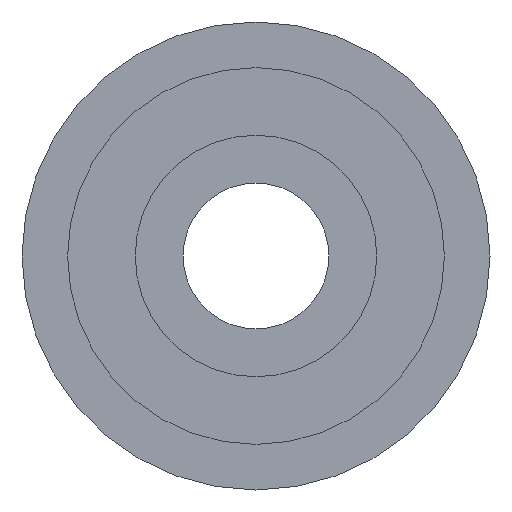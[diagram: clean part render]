
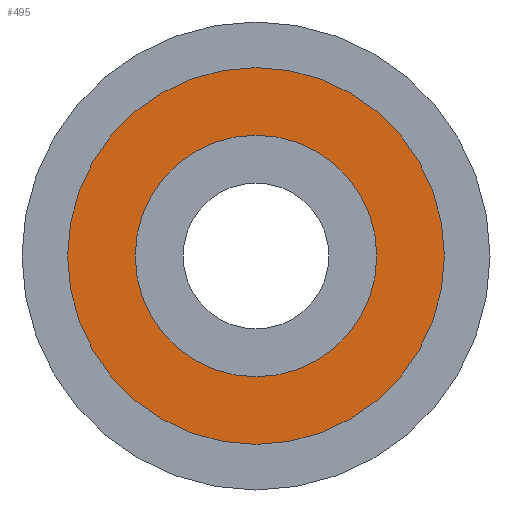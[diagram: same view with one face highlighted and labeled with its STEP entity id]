
A CAD part, left-side view. The second image highlights one B-rep face of the part: STEP entity #495.
In plain terms, the highlighted planar face has unit normal (-1, 0, 0).
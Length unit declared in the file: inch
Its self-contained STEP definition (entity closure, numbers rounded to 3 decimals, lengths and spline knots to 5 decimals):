
#9 = EDGE_CURVE ( 'NONE', #72, #263, #647, .T. ) ;
#34 = EDGE_CURVE ( 'NONE', #263, #72, #461, .T. ) ;
#61 = VERTEX_POINT ( 'NONE', #100 ) ;
#72 = VERTEX_POINT ( 'NONE', #639 ) ;
#74 = PLANE ( 'NONE',  #295 ) ;
#79 = FACE_OUTER_BOUND ( 'NONE', #135, .T. ) ;
#98 = AXIS2_PLACEMENT_3D ( 'NONE', #573, #584, #781 ) ;
#100 = CARTESIAN_POINT ( 'NONE',  ( 0.015, 0., -0.25 ) ) ;
#119 = DIRECTION ( 'NONE',  ( 0., 0., -1. ) ) ;
#124 = ORIENTED_EDGE ( 'NONE', *, *, #9, .T. ) ;
#135 = EDGE_LOOP ( 'NONE', ( #142, #124 ) ) ;
#142 = ORIENTED_EDGE ( 'NONE', *, *, #34, .T. ) ;
#165 = CIRCLE ( 'NONE', #454, 0.25 ) ;
#203 = EDGE_LOOP ( 'NONE', ( #529, #537 ) ) ;
#243 = DIRECTION ( 'NONE',  ( 0., 0., 1. ) ) ;
#246 = VERTEX_POINT ( 'NONE', #519 ) ;
#263 = VERTEX_POINT ( 'NONE', #709 ) ;
#295 = AXIS2_PLACEMENT_3D ( 'NONE', #364, #496, #119 ) ;
#312 = DIRECTION ( 'NONE',  ( -1., 0., 0. ) ) ;
#341 = DIRECTION ( 'NONE',  ( 0., 0., 1. ) ) ;
#356 = CARTESIAN_POINT ( 'NONE',  ( 0.015, 0., 0. ) ) ;
#364 = CARTESIAN_POINT ( 'NONE',  ( 0.015, 0.39, 0. ) ) ;
#420 = EDGE_CURVE ( 'NONE', #61, #246, #666, .T. ) ;
#454 = AXIS2_PLACEMENT_3D ( 'NONE', #558, #312, #751 ) ;
#461 = CIRCLE ( 'NONE', #544, 0.39 ) ;
#482 = FACE_BOUND ( 'NONE', #203, .T. ) ;
#495 = ADVANCED_FACE ( 'NONE', ( #482, #79 ), #74, .F. ) ;
#496 = DIRECTION ( 'NONE',  ( 1., 0., 0. ) ) ;
#519 = CARTESIAN_POINT ( 'NONE',  ( 0.015, 0., 0.25 ) ) ;
#529 = ORIENTED_EDGE ( 'NONE', *, *, #581, .F. ) ;
#537 = ORIENTED_EDGE ( 'NONE', *, *, #420, .F. ) ;
#544 = AXIS2_PLACEMENT_3D ( 'NONE', #708, #704, #341 ) ;
#545 = DIRECTION ( 'NONE',  ( -1., 0., 0. ) ) ;
#558 = CARTESIAN_POINT ( 'NONE',  ( 0.015, 0., 0. ) ) ;
#573 = CARTESIAN_POINT ( 'NONE',  ( 0.015, 0., 0. ) ) ;
#581 = EDGE_CURVE ( 'NONE', #246, #61, #165, .T. ) ;
#584 = DIRECTION ( 'NONE',  ( -1., 0., 0. ) ) ;
#639 = CARTESIAN_POINT ( 'NONE',  ( 0.015, 0., -0.39 ) ) ;
#647 = CIRCLE ( 'NONE', #98, 0.39 ) ;
#651 = AXIS2_PLACEMENT_3D ( 'NONE', #356, #545, #243 ) ;
#666 = CIRCLE ( 'NONE', #651, 0.25 ) ;
#704 = DIRECTION ( 'NONE',  ( -1., 0., 0. ) ) ;
#708 = CARTESIAN_POINT ( 'NONE',  ( 0.015, 0., 0. ) ) ;
#709 = CARTESIAN_POINT ( 'NONE',  ( 0.015, 0., 0.39 ) ) ;
#751 = DIRECTION ( 'NONE',  ( 0., 0., 1. ) ) ;
#781 = DIRECTION ( 'NONE',  ( 0., 0., 1. ) ) ;
